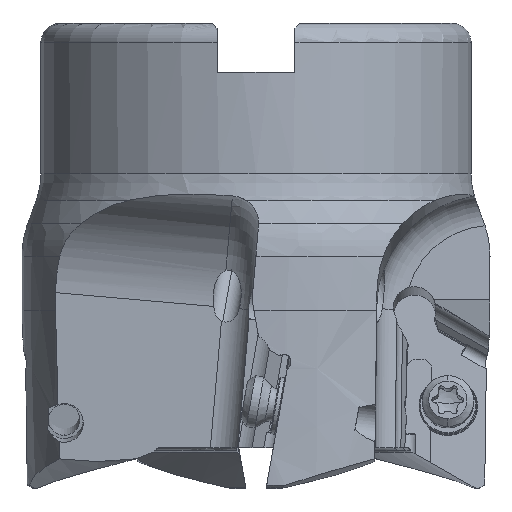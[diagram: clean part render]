
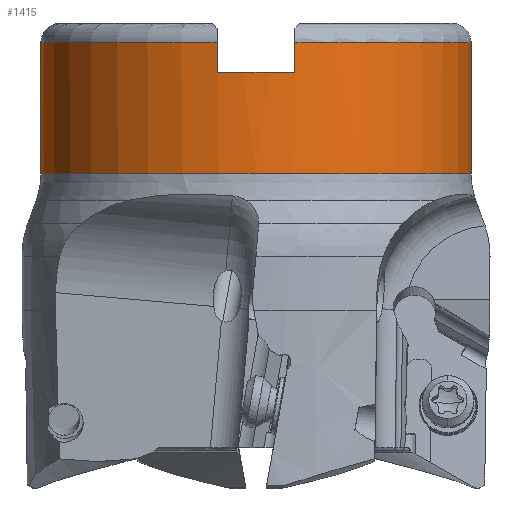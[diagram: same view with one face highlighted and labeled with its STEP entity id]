
A CAD part, front view. The second image highlights one B-rep face of the part: STEP entity #1415.
In plain terms, the highlighted cylindrical face has radius 22.5 mm (diameter 45 mm), a partial arc.
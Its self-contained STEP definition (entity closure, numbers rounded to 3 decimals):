
#490=LINE('',#15743,#880);
#511=LINE('',#16014,#901);
#513=LINE('',#16020,#903);
#514=LINE('',#16021,#904);
#880=VECTOR('',#10675,1.);
#901=VECTOR('',#10778,1.);
#903=VECTOR('',#10786,1.);
#904=VECTOR('',#10787,1.);
#1415=ADVANCED_FACE('',(#1980),#1665,.T.);
#1665=CYLINDRICAL_SURFACE('',#8921,22.5);
#1980=FACE_OUTER_BOUND('',#2386,.T.);
#2386=EDGE_LOOP('',(#4666,#4667,#4668,#4669,#4670,#4671,#4672,#4673,#4674,
#4675));
#2750=CIRCLE('',#8734,22.5);
#2751=CIRCLE('',#8735,22.5);
#2824=CIRCLE('',#8881,22.5);
#2825=CIRCLE('',#8882,22.5);
#2842=CIRCLE('',#8909,22.5);
#2847=CIRCLE('',#8919,22.5);
#4666=ORIENTED_EDGE('',*,*,#7352,.F.);
#4667=ORIENTED_EDGE('',*,*,#7110,.T.);
#4668=ORIENTED_EDGE('',*,*,#7109,.T.);
#4669=ORIENTED_EDGE('',*,*,#7353,.F.);
#4670=ORIENTED_EDGE('',*,*,#7297,.T.);
#4671=ORIENTED_EDGE('',*,*,#7296,.T.);
#4672=ORIENTED_EDGE('',*,*,#7288,.F.);
#4673=ORIENTED_EDGE('',*,*,#7351,.T.);
#4674=ORIENTED_EDGE('',*,*,#7349,.F.);
#4675=ORIENTED_EDGE('',*,*,#7337,.T.);
#5955=VERTEX_POINT('',#14391);
#5957=VERTEX_POINT('',#14395);
#6055=VERTEX_POINT('',#15029);
#6168=VERTEX_POINT('',#15742);
#6169=VERTEX_POINT('',#15744);
#6175=VERTEX_POINT('',#15794);
#6176=VERTEX_POINT('',#15796);
#6204=VERTEX_POINT('',#15951);
#6205=VERTEX_POINT('',#15953);
#6212=VERTEX_POINT('',#16015);
#7109=EDGE_CURVE('',#6055,#5957,#2750,.T.);
#7110=EDGE_CURVE('',#5955,#6055,#2751,.T.);
#7288=EDGE_CURVE('',#6168,#6169,#490,.T.);
#7296=EDGE_CURVE('',#6175,#6169,#2824,.T.);
#7297=EDGE_CURVE('',#6176,#6175,#2825,.T.);
#7337=EDGE_CURVE('',#6205,#6204,#2842,.T.);
#7349=EDGE_CURVE('',#6205,#6212,#511,.T.);
#7351=EDGE_CURVE('',#6168,#6212,#2847,.T.);
#7352=EDGE_CURVE('',#5955,#6204,#513,.T.);
#7353=EDGE_CURVE('',#6176,#5957,#514,.T.);
#8734=AXIS2_PLACEMENT_3D('',#15028,#10329,#10330);
#8735=AXIS2_PLACEMENT_3D('',#15030,#10331,#10332);
#8881=AXIS2_PLACEMENT_3D('',#15793,#10686,#10687);
#8882=AXIS2_PLACEMENT_3D('',#15795,#10688,#10689);
#8909=AXIS2_PLACEMENT_3D('',#15952,#10757,#10758);
#8919=AXIS2_PLACEMENT_3D('',#16018,#10782,#10783);
#8921=AXIS2_PLACEMENT_3D('',#16022,#10788,#10789);
#10329=DIRECTION('',(0.,0.,1.));
#10330=DIRECTION('',(-1.,-0.001,0.));
#10331=DIRECTION('',(0.,0.,1.));
#10332=DIRECTION('',(-1.,0.,0.));
#10675=DIRECTION('',(0.,0.,1.));
#10686=DIRECTION('',(0.,0.,-1.));
#10687=DIRECTION('',(1.,-0.001,0.));
#10688=DIRECTION('',(0.,0.,-1.));
#10689=DIRECTION('',(1.,0.,0.));
#10757=DIRECTION('',(0.,0.,-1.));
#10758=DIRECTION('',(-0.181,-0.984,0.));
#10778=DIRECTION('',(0.,0.,-1.));
#10782=DIRECTION('',(0.,0.,-1.));
#10783=DIRECTION('',(0.181,-0.984,0.));
#10786=DIRECTION('',(0.,0.,1.));
#10787=DIRECTION('',(0.,0.,-1.));
#10788=DIRECTION('',(0.,0.,-1.));
#10789=DIRECTION('',(1.,0.,0.));
#14391=CARTESIAN_POINT('',(-22.5,0.,-15.739));
#14395=CARTESIAN_POINT('',(22.5,0.,-15.739));
#15028=CARTESIAN_POINT('',(0.,0.,-15.739));
#15029=CARTESIAN_POINT('',(-22.5,-0.015,-15.739));
#15030=CARTESIAN_POINT('',(0.,0.,-15.739));
#15742=CARTESIAN_POINT('',(4.065,-22.13,-5.1));
#15743=CARTESIAN_POINT('',(4.065,-22.13,-5.1));
#15744=CARTESIAN_POINT('',(4.065,-22.13,-2.));
#15793=CARTESIAN_POINT('',(0.,0.,-2.));
#15794=CARTESIAN_POINT('',(22.5,-0.022,-2.));
#15795=CARTESIAN_POINT('',(0.,0.,-2.));
#15796=CARTESIAN_POINT('',(22.5,0.,-2.));
#15951=CARTESIAN_POINT('',(-22.5,0.,-2.));
#15952=CARTESIAN_POINT('',(0.,0.,-2.));
#15953=CARTESIAN_POINT('',(-4.065,-22.13,-2.));
#16014=CARTESIAN_POINT('',(-4.065,-22.13,-2.));
#16015=CARTESIAN_POINT('',(-4.065,-22.13,-5.1));
#16018=CARTESIAN_POINT('',(0.,0.,-5.1));
#16020=CARTESIAN_POINT('',(-22.5,0.,-15.739));
#16021=CARTESIAN_POINT('',(22.5,0.,-2.));
#16022=CARTESIAN_POINT('',(0.,0.,-1.725));
